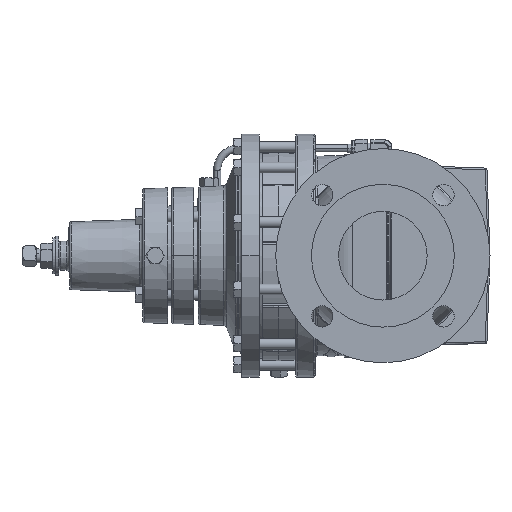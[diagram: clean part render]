
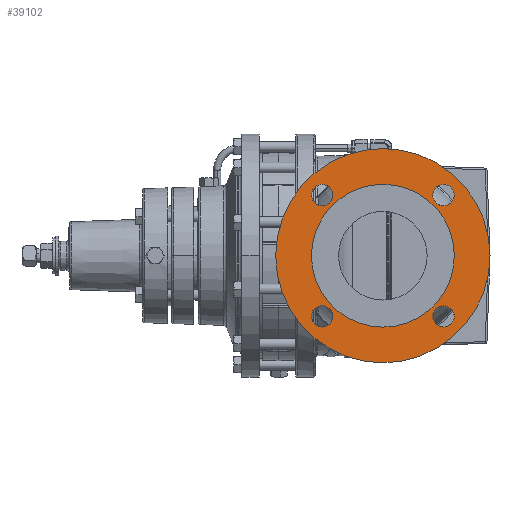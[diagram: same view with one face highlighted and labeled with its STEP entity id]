
A CAD part, left-side view. The second image highlights one B-rep face of the part: STEP entity #39102.
In plain terms, the highlighted planar face has unit normal (-1, 0, 0).
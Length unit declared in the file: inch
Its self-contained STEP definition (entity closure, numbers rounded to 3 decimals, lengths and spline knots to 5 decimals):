
#1210 = CARTESIAN_POINT ( 'NONE',  ( -6.0315, -2.12132, 2.12132 ) ) ;
#2668 = CARTESIAN_POINT ( 'NONE',  ( -6.0315, -2.12132, 2.12132 ) ) ;
#3039 = AXIS2_PLACEMENT_3D ( 'NONE', #27856, #24228, #30351 ) ;
#3456 = AXIS2_PLACEMENT_3D ( 'NONE', #21820, #66528, #28236 ) ;
#3608 = CARTESIAN_POINT ( 'NONE',  ( -6.0315, 2.12132, 2.49632 ) ) ;
#3683 = AXIS2_PLACEMENT_3D ( 'NONE', #1210, #7119, #33710 ) ;
#4932 = CARTESIAN_POINT ( 'NONE',  ( -6.0315, 2.12132, 2.12132 ) ) ;
#5689 = CARTESIAN_POINT ( 'NONE',  ( -6.0315, 0., 0. ) ) ;
#6169 = EDGE_LOOP ( 'NONE', ( #37932, #18009 ) ) ;
#6992 = AXIS2_PLACEMENT_3D ( 'NONE', #28441, #66722, #22039 ) ;
#7119 = DIRECTION ( 'NONE',  ( 1., 0., 0. ) ) ;
#7447 = VERTEX_POINT ( 'NONE', #80816 ) ;
#8606 = CARTESIAN_POINT ( 'NONE',  ( -6.0315, 2.12132, -2.49632 ) ) ;
#8623 = ORIENTED_EDGE ( 'NONE', *, *, #21588, .T. ) ;
#8671 = EDGE_LOOP ( 'NONE', ( #42299, #34952 ) ) ;
#9419 = DIRECTION ( 'NONE',  ( 1., 0., 0. ) ) ;
#9706 = EDGE_CURVE ( 'NONE', #82387, #77794, #20579, .T. ) ;
#9900 = DIRECTION ( 'NONE',  ( -1., 0., 0. ) ) ;
#10498 = CARTESIAN_POINT ( 'NONE',  ( -6.0315, -2.12132, -2.12132 ) ) ;
#10627 = CIRCLE ( 'NONE', #44789, 0.375 ) ;
#10745 = CIRCLE ( 'NONE', #11311, 0.375 ) ;
#11311 = AXIS2_PLACEMENT_3D ( 'NONE', #40478, #9419, #61413 ) ;
#12138 = DIRECTION ( 'NONE',  ( 0., 0., 1. ) ) ;
#13214 = EDGE_CURVE ( 'NONE', #64276, #74159, #19918, .T. ) ;
#15550 = FACE_BOUND ( 'NONE', #8671, .T. ) ;
#16968 = DIRECTION ( 'NONE',  ( 0., 0., -1. ) ) ;
#18009 = ORIENTED_EDGE ( 'NONE', *, *, #52280, .F. ) ;
#18585 = EDGE_CURVE ( 'NONE', #77773, #49028, #60263, .T. ) ;
#19347 = DIRECTION ( 'NONE',  ( 1., 0., 0. ) ) ;
#19918 = CIRCLE ( 'NONE', #47428, 0.375 ) ;
#20103 = EDGE_CURVE ( 'NONE', #7447, #61952, #81625, .T. ) ;
#20124 = DIRECTION ( 'NONE',  ( 1., 0., 0. ) ) ;
#20579 = CIRCLE ( 'NONE', #76199, 3.75 ) ;
#21588 = EDGE_CURVE ( 'NONE', #47907, #63041, #57437, .T. ) ;
#21820 = CARTESIAN_POINT ( 'NONE',  ( -6.0315, 0., 0. ) ) ;
#22039 = DIRECTION ( 'NONE',  ( 0., 0., -1. ) ) ;
#22620 = DIRECTION ( 'NONE',  ( 1., 0., 0. ) ) ;
#23903 = DIRECTION ( 'NONE',  ( 0., 0., -1. ) ) ;
#24228 = DIRECTION ( 'NONE',  ( 1., 0., 0. ) ) ;
#24328 = CIRCLE ( 'NONE', #3456, 3.75 ) ;
#26769 = EDGE_CURVE ( 'NONE', #61952, #7447, #43850, .T. ) ;
#27856 = CARTESIAN_POINT ( 'NONE',  ( -6.0315, 2.12132, 2.12132 ) ) ;
#28236 = DIRECTION ( 'NONE',  ( 0., 0., -1. ) ) ;
#28441 = CARTESIAN_POINT ( 'NONE',  ( -6.0315, 2.12132, -2.12132 ) ) ;
#28522 = EDGE_CURVE ( 'NONE', #49028, #77773, #10745, .T. ) ;
#29001 = DIRECTION ( 'NONE',  ( 0., 0., -1. ) ) ;
#30297 = CARTESIAN_POINT ( 'NONE',  ( -6.0315, -2.12132, -2.12132 ) ) ;
#30351 = DIRECTION ( 'NONE',  ( 0., 0., -1. ) ) ;
#30913 = ORIENTED_EDGE ( 'NONE', *, *, #9706, .F. ) ;
#33273 = DIRECTION ( 'NONE',  ( 0., 0., -1. ) ) ;
#33515 = AXIS2_PLACEMENT_3D ( 'NONE', #5689, #50438, #12138 ) ;
#33710 = DIRECTION ( 'NONE',  ( 0., 0., -1. ) ) ;
#33978 = CARTESIAN_POINT ( 'NONE',  ( -6.0315, 2.12132, 1.74632 ) ) ;
#34620 = PLANE ( 'NONE',  #47625 ) ;
#34952 = ORIENTED_EDGE ( 'NONE', *, *, #13214, .T. ) ;
#35275 = ORIENTED_EDGE ( 'NONE', *, *, #26769, .T. ) ;
#37932 = ORIENTED_EDGE ( 'NONE', *, *, #81198, .F. ) ;
#38478 = VERTEX_POINT ( 'NONE', #83033 ) ;
#39102 = ADVANCED_FACE ( 'NONE', ( #58493, #55467, #77854, #15550, #64358, #50405 ), #34620, .F. ) ;
#39284 = CARTESIAN_POINT ( 'NONE',  ( -6.0315, 0., -2.5 ) ) ;
#39310 = CARTESIAN_POINT ( 'NONE',  ( -6.0315, 2.12132, -1.74632 ) ) ;
#39686 = CARTESIAN_POINT ( 'NONE',  ( -6.0315, -2.12132, -1.74632 ) ) ;
#40478 = CARTESIAN_POINT ( 'NONE',  ( -6.0315, 2.12132, -2.12132 ) ) ;
#40493 = AXIS2_PLACEMENT_3D ( 'NONE', #10498, #55241, #16968 ) ;
#42086 = ORIENTED_EDGE ( 'NONE', *, *, #48762, .T. ) ;
#42299 = ORIENTED_EDGE ( 'NONE', *, *, #62549, .T. ) ;
#43255 = DIRECTION ( 'NONE',  ( 1., 0., 0. ) ) ;
#43850 = CIRCLE ( 'NONE', #3683, 0.375 ) ;
#44789 = AXIS2_PLACEMENT_3D ( 'NONE', #30297, #68566, #23903 ) ;
#46079 = CIRCLE ( 'NONE', #3039, 0.375 ) ;
#47063 = AXIS2_PLACEMENT_3D ( 'NONE', #54639, #9900, #48210 ) ;
#47428 = AXIS2_PLACEMENT_3D ( 'NONE', #4932, #43255, #81536 ) ;
#47625 = AXIS2_PLACEMENT_3D ( 'NONE', #72302, #22620, #29001 ) ;
#47907 = VERTEX_POINT ( 'NONE', #68390 ) ;
#48210 = DIRECTION ( 'NONE',  ( 0., 0., 1. ) ) ;
#48459 = ORIENTED_EDGE ( 'NONE', *, *, #18585, .T. ) ;
#48762 = EDGE_CURVE ( 'NONE', #63041, #47907, #10627, .T. ) ;
#49028 = VERTEX_POINT ( 'NONE', #39310 ) ;
#50405 = FACE_OUTER_BOUND ( 'NONE', #57202, .T. ) ;
#50438 = DIRECTION ( 'NONE',  ( -1., 0., 0. ) ) ;
#51661 = EDGE_LOOP ( 'NONE', ( #35275, #62858 ) ) ;
#52280 = EDGE_CURVE ( 'NONE', #70962, #38478, #68378, .T. ) ;
#54639 = CARTESIAN_POINT ( 'NONE',  ( -6.0315, 0., 0. ) ) ;
#55241 = DIRECTION ( 'NONE',  ( 1., 0., 0. ) ) ;
#55467 = FACE_BOUND ( 'NONE', #71726, .T. ) ;
#57202 = EDGE_LOOP ( 'NONE', ( #30913, #72902 ) ) ;
#57437 = CIRCLE ( 'NONE', #40493, 0.375 ) ;
#57614 = DIRECTION ( 'NONE',  ( 0., 0., -1. ) ) ;
#58493 = FACE_BOUND ( 'NONE', #64024, .T. ) ;
#60263 = CIRCLE ( 'NONE', #6992, 0.375 ) ;
#61413 = DIRECTION ( 'NONE',  ( 0., 0., -1. ) ) ;
#61464 = CARTESIAN_POINT ( 'NONE',  ( -6.0315, -3.75, 0. ) ) ;
#61843 = ORIENTED_EDGE ( 'NONE', *, *, #28522, .T. ) ;
#61952 = VERTEX_POINT ( 'NONE', #70160 ) ;
#62549 = EDGE_CURVE ( 'NONE', #74159, #64276, #46079, .T. ) ;
#62858 = ORIENTED_EDGE ( 'NONE', *, *, #20103, .T. ) ;
#63041 = VERTEX_POINT ( 'NONE', #39686 ) ;
#63099 = CIRCLE ( 'NONE', #33515, 2.5 ) ;
#64024 = EDGE_LOOP ( 'NONE', ( #61843, #48459 ) ) ;
#64048 = CARTESIAN_POINT ( 'NONE',  ( -6.0315, 0., 0. ) ) ;
#64276 = VERTEX_POINT ( 'NONE', #33978 ) ;
#64358 = FACE_BOUND ( 'NONE', #6169, .T. ) ;
#66528 = DIRECTION ( 'NONE',  ( 1., 0., 0. ) ) ;
#66722 = DIRECTION ( 'NONE',  ( 1., 0., 0. ) ) ;
#68269 = AXIS2_PLACEMENT_3D ( 'NONE', #2668, #20124, #33273 ) ;
#68378 = CIRCLE ( 'NONE', #47063, 2.5 ) ;
#68390 = CARTESIAN_POINT ( 'NONE',  ( -6.0315, -2.12132, -2.49632 ) ) ;
#68566 = DIRECTION ( 'NONE',  ( 1., 0., 0. ) ) ;
#70160 = CARTESIAN_POINT ( 'NONE',  ( -6.0315, -2.12132, 2.49632 ) ) ;
#70962 = VERTEX_POINT ( 'NONE', #39284 ) ;
#71726 = EDGE_LOOP ( 'NONE', ( #42086, #8623 ) ) ;
#71783 = EDGE_CURVE ( 'NONE', #77794, #82387, #24328, .T. ) ;
#72302 = CARTESIAN_POINT ( 'NONE',  ( -6.0315, 0., 2.5 ) ) ;
#72659 = CARTESIAN_POINT ( 'NONE',  ( -6.0315, 3.75, 0. ) ) ;
#72902 = ORIENTED_EDGE ( 'NONE', *, *, #71783, .F. ) ;
#74159 = VERTEX_POINT ( 'NONE', #3608 ) ;
#76199 = AXIS2_PLACEMENT_3D ( 'NONE', #64048, #19347, #57614 ) ;
#77773 = VERTEX_POINT ( 'NONE', #8606 ) ;
#77794 = VERTEX_POINT ( 'NONE', #61464 ) ;
#77854 = FACE_BOUND ( 'NONE', #51661, .T. ) ;
#80816 = CARTESIAN_POINT ( 'NONE',  ( -6.0315, -2.12132, 1.74632 ) ) ;
#81198 = EDGE_CURVE ( 'NONE', #38478, #70962, #63099, .T. ) ;
#81536 = DIRECTION ( 'NONE',  ( 0., 0., -1. ) ) ;
#81625 = CIRCLE ( 'NONE', #68269, 0.375 ) ;
#82387 = VERTEX_POINT ( 'NONE', #72659 ) ;
#83033 = CARTESIAN_POINT ( 'NONE',  ( -6.0315, 0., 2.5 ) ) ;
